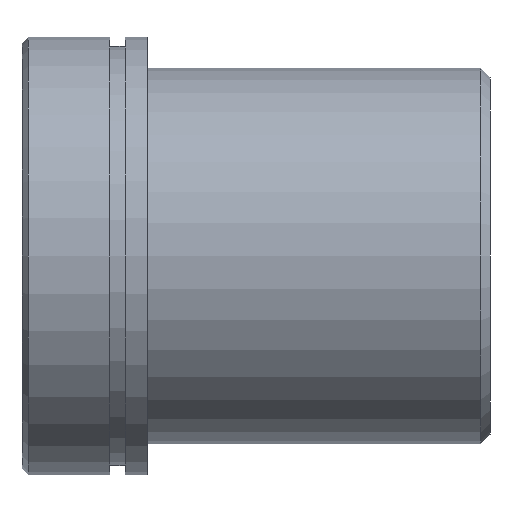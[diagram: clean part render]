
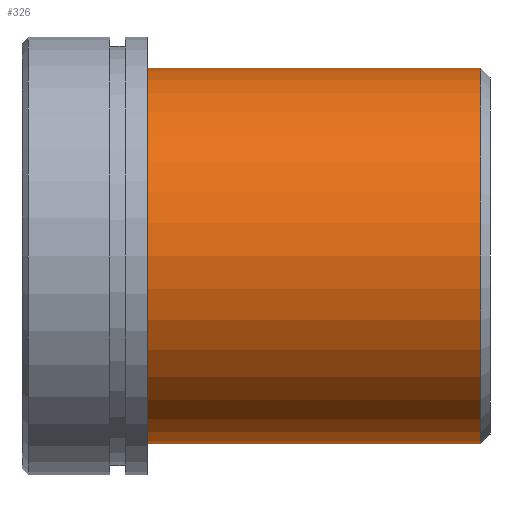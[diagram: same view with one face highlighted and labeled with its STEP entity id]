
A CAD part, front view. The second image highlights one B-rep face of the part: STEP entity #326.
In plain terms, the highlighted cylindrical face has radius 6 mm (diameter 12 mm), a full revolution.
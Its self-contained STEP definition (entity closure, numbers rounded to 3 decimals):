
#14 = VERTEX_POINT ( 'NONE', #169 ) ;
#67 = ORIENTED_EDGE ( 'NONE', *, *, #344, .T. ) ;
#86 = CYLINDRICAL_SURFACE ( 'NONE', #384, 6. ) ;
#98 = FACE_OUTER_BOUND ( 'NONE', #107, .T. ) ;
#100 = FACE_OUTER_BOUND ( 'NONE', #158, .T. ) ;
#107 = EDGE_LOOP ( 'NONE', ( #67 ) ) ;
#112 = VERTEX_POINT ( 'NONE', #165 ) ;
#121 = ORIENTED_EDGE ( 'NONE', *, *, #339, .T. ) ;
#158 = EDGE_LOOP ( 'NONE', ( #121 ) ) ;
#165 = CARTESIAN_POINT ( 'NONE',  ( 13.02, 0., 6. ) ) ;
#169 = CARTESIAN_POINT ( 'NONE',  ( 2.359, 6., 0. ) ) ;
#201 = DIRECTION ( 'NONE',  ( 0., 0., 1. ) ) ;
#203 = DIRECTION ( 'NONE',  ( -1., 0., 0. ) ) ;
#204 = CARTESIAN_POINT ( 'NONE',  ( 13.02, 0., 0. ) ) ;
#217 = DIRECTION ( 'NONE',  ( 0., 1., 0. ) ) ;
#218 = DIRECTION ( 'NONE',  ( 1., 0., 0. ) ) ;
#219 = CARTESIAN_POINT ( 'NONE',  ( 2.359, 0., 0. ) ) ;
#271 = DIRECTION ( 'NONE',  ( 0., 0., 1. ) ) ;
#272 = DIRECTION ( 'NONE',  ( -1., 0., 0. ) ) ;
#274 = CARTESIAN_POINT ( 'NONE',  ( -1.895, 0., 0. ) ) ;
#326 = ADVANCED_FACE ( 'NONE', ( #100, #98 ), #86, .T. ) ;
#339 = EDGE_CURVE ( 'NONE', #14, #14, #401, .T. ) ;
#344 = EDGE_CURVE ( 'NONE', #112, #112, #406, .T. ) ;
#384 = AXIS2_PLACEMENT_3D ( 'NONE', #274, #272, #271 ) ;
#393 = AXIS2_PLACEMENT_3D ( 'NONE', #219, #218, #217 ) ;
#401 = CIRCLE ( 'NONE', #393, 6. ) ;
#406 = CIRCLE ( 'NONE', #414, 6. ) ;
#414 = AXIS2_PLACEMENT_3D ( 'NONE', #204, #203, #201 ) ;
